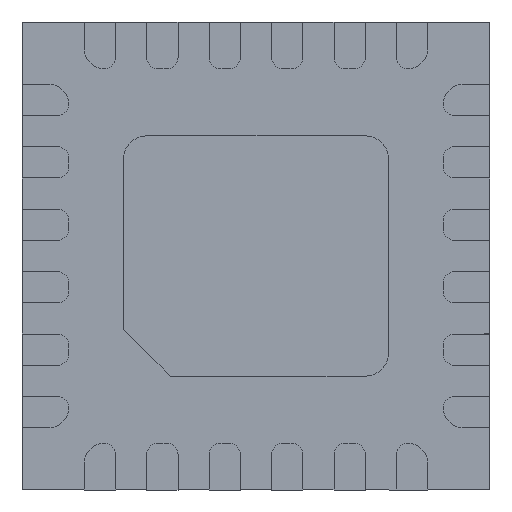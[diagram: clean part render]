
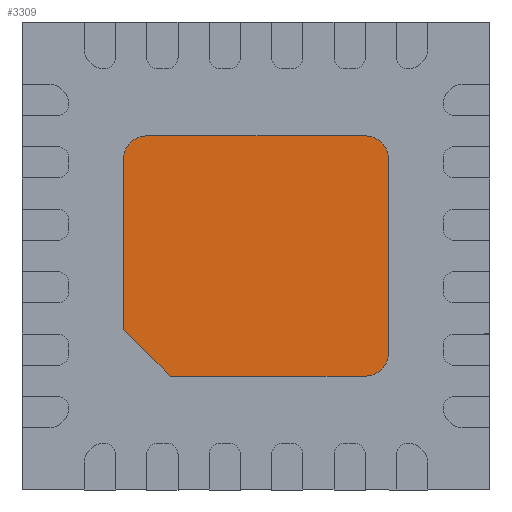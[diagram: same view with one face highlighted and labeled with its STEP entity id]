
A CAD part, front view. The second image highlights one B-rep face of the part: STEP entity #3309.
In plain terms, the highlighted planar face has unit normal (0, -1, 0).
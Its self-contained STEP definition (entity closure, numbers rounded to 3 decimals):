
#113 = DIRECTION ( 'NONE',  ( -1., 0., 0. ) ) ;
#381 = LINE ( 'NONE', #7205, #7146 ) ;
#576 = LINE ( 'NONE', #8403, #7175 ) ;
#641 = AXIS2_PLACEMENT_3D ( 'NONE', #7561, #12593, #9408 ) ;
#645 = DIRECTION ( 'NONE',  ( 0., -1., 0. ) ) ;
#678 = VERTEX_POINT ( 'NONE', #12299 ) ;
#962 = FACE_OUTER_BOUND ( 'NONE', #8899, .T. ) ;
#1021 = LINE ( 'NONE', #3245, #11436 ) ;
#1203 = DIRECTION ( 'NONE',  ( 0., 0., -1. ) ) ;
#1274 = VERTEX_POINT ( 'NONE', #8789 ) ;
#1298 = DIRECTION ( 'NONE',  ( 1., 0., 0. ) ) ;
#1717 = LINE ( 'NONE', #9288, #4973 ) ;
#1919 = DIRECTION ( 'NONE',  ( 0., -1., 0. ) ) ;
#1960 = DIRECTION ( 'NONE',  ( 0., 0., -1. ) ) ;
#2142 = ORIENTED_EDGE ( 'NONE', *, *, #8261, .T. ) ;
#2817 = VERTEX_POINT ( 'NONE', #9936 ) ;
#3245 = CARTESIAN_POINT ( 'NONE',  ( 0.7, 0., 0.77 ) ) ;
#3309 = ADVANCED_FACE ( 'NONE', ( #962 ), #11940, .T. ) ;
#3440 = VERTEX_POINT ( 'NONE', #8943 ) ;
#3868 = CARTESIAN_POINT ( 'NONE',  ( -0.85, 0., -0.47 ) ) ;
#4134 = ORIENTED_EDGE ( 'NONE', *, *, #8131, .T. ) ;
#4377 = CARTESIAN_POINT ( 'NONE',  ( -0.7, 0., 0.62 ) ) ;
#4378 = AXIS2_PLACEMENT_3D ( 'NONE', #4377, #11413, #8472 ) ;
#4939 = CIRCLE ( 'NONE', #4378, 0.15 ) ;
#4973 = VECTOR ( 'NONE', #12359, 1000. ) ;
#5313 = CIRCLE ( 'NONE', #641, 0.15 ) ;
#5956 = CIRCLE ( 'NONE', #6188, 0.15 ) ;
#6035 = CARTESIAN_POINT ( 'NONE',  ( -0.85, 0., -0.47 ) ) ;
#6188 = AXIS2_PLACEMENT_3D ( 'NONE', #13071, #1919, #1960 ) ;
#6345 = ORIENTED_EDGE ( 'NONE', *, *, #12753, .T. ) ;
#6591 = AXIS2_PLACEMENT_3D ( 'NONE', #12745, #645, #9791 ) ;
#7049 = DIRECTION ( 'NONE',  ( 0.707, 0., -0.707 ) ) ;
#7083 = EDGE_CURVE ( 'NONE', #10763, #11881, #1717, .T. ) ;
#7146 = VECTOR ( 'NONE', #1203, 1000. ) ;
#7175 = VECTOR ( 'NONE', #1298, 1000. ) ;
#7205 = CARTESIAN_POINT ( 'NONE',  ( -0.85, 0., 0.62 ) ) ;
#7239 = ORIENTED_EDGE ( 'NONE', *, *, #7083, .T. ) ;
#7561 = CARTESIAN_POINT ( 'NONE',  ( 0.7, 0., 0.62 ) ) ;
#7669 = EDGE_CURVE ( 'NONE', #678, #8971, #576, .T. ) ;
#7889 = VERTEX_POINT ( 'NONE', #3868 ) ;
#8127 = EDGE_CURVE ( 'NONE', #2817, #3440, #1021, .T. ) ;
#8131 = EDGE_CURVE ( 'NONE', #1274, #7889, #381, .T. ) ;
#8261 = EDGE_CURVE ( 'NONE', #3440, #1274, #4939, .T. ) ;
#8293 = VECTOR ( 'NONE', #7049, 1000. ) ;
#8403 = CARTESIAN_POINT ( 'NONE',  ( 0.7, 0., -0.77 ) ) ;
#8472 = DIRECTION ( 'NONE',  ( 0., 0., -1. ) ) ;
#8789 = CARTESIAN_POINT ( 'NONE',  ( -0.85, 0., 0.62 ) ) ;
#8899 = EDGE_LOOP ( 'NONE', ( #11829, #7239, #10149, #12618, #2142, #4134, #6345, #12964 ) ) ;
#8943 = CARTESIAN_POINT ( 'NONE',  ( -0.7, 0., 0.77 ) ) ;
#8971 = VERTEX_POINT ( 'NONE', #9610 ) ;
#9063 = CARTESIAN_POINT ( 'NONE',  ( 0.85, 0., 0.62 ) ) ;
#9288 = CARTESIAN_POINT ( 'NONE',  ( 0.85, 0., 0.62 ) ) ;
#9408 = DIRECTION ( 'NONE',  ( 0., 0., -1. ) ) ;
#9610 = CARTESIAN_POINT ( 'NONE',  ( 0.7, 0., -0.77 ) ) ;
#9791 = DIRECTION ( 'NONE',  ( 0., 0., -1. ) ) ;
#9936 = CARTESIAN_POINT ( 'NONE',  ( 0.7, 0., 0.77 ) ) ;
#10149 = ORIENTED_EDGE ( 'NONE', *, *, #11158, .T. ) ;
#10763 = VERTEX_POINT ( 'NONE', #10951 ) ;
#10951 = CARTESIAN_POINT ( 'NONE',  ( 0.85, 0., -0.62 ) ) ;
#11158 = EDGE_CURVE ( 'NONE', #11881, #2817, #5313, .T. ) ;
#11413 = DIRECTION ( 'NONE',  ( 0., -1., 0. ) ) ;
#11436 = VECTOR ( 'NONE', #113, 1000. ) ;
#11651 = LINE ( 'NONE', #6035, #8293 ) ;
#11829 = ORIENTED_EDGE ( 'NONE', *, *, #12015, .T. ) ;
#11881 = VERTEX_POINT ( 'NONE', #9063 ) ;
#11940 = PLANE ( 'NONE',  #6591 ) ;
#12015 = EDGE_CURVE ( 'NONE', #8971, #10763, #5956, .T. ) ;
#12299 = CARTESIAN_POINT ( 'NONE',  ( -0.55, 0., -0.77 ) ) ;
#12359 = DIRECTION ( 'NONE',  ( 0., 0., 1. ) ) ;
#12593 = DIRECTION ( 'NONE',  ( 0., -1., 0. ) ) ;
#12618 = ORIENTED_EDGE ( 'NONE', *, *, #8127, .T. ) ;
#12745 = CARTESIAN_POINT ( 'NONE',  ( 0.7, 0., 0.62 ) ) ;
#12753 = EDGE_CURVE ( 'NONE', #7889, #678, #11651, .T. ) ;
#12964 = ORIENTED_EDGE ( 'NONE', *, *, #7669, .T. ) ;
#13071 = CARTESIAN_POINT ( 'NONE',  ( 0.7, 0., -0.62 ) ) ;
